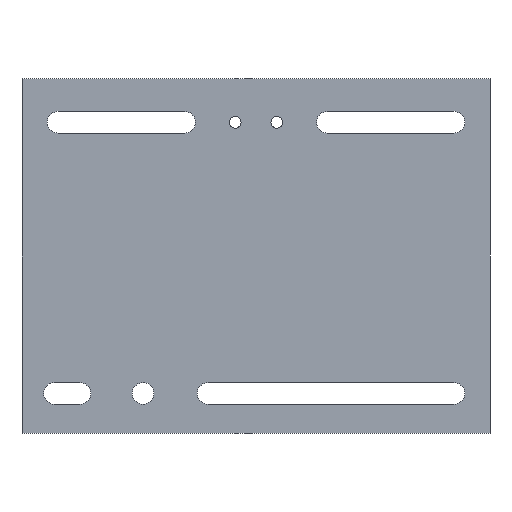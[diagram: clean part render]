
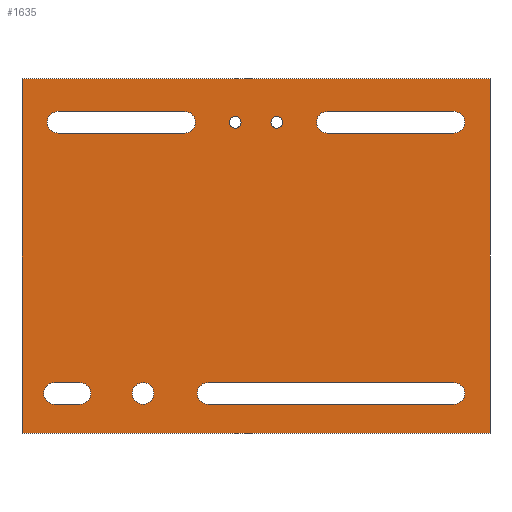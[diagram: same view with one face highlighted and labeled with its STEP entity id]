
A CAD part, front view. The second image highlights one B-rep face of the part: STEP entity #1635.
In plain terms, the highlighted planar face has unit normal (0, -1, 0).
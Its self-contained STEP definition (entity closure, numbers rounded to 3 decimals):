
#46=FACE_BOUND('',#301,.T.);
#47=FACE_BOUND('',#302,.T.);
#48=FACE_BOUND('',#303,.T.);
#49=FACE_BOUND('',#304,.T.);
#50=FACE_BOUND('',#305,.T.);
#51=FACE_BOUND('',#306,.T.);
#52=FACE_BOUND('',#307,.T.);
#97=PLANE('',#1823);
#186=FACE_OUTER_BOUND('',#300,.T.);
#300=EDGE_LOOP('',(#1486,#1487,#1488,#1489));
#301=EDGE_LOOP('',(#1490));
#302=EDGE_LOOP('',(#1491));
#303=EDGE_LOOP('',(#1492,#1493,#1494,#1495));
#304=EDGE_LOOP('',(#1496,#1497,#1498,#1499));
#305=EDGE_LOOP('',(#1500,#1501,#1502,#1503));
#306=EDGE_LOOP('',(#1504,#1505,#1506,#1507));
#307=EDGE_LOOP('',(#1508));
#310=LINE('',#2321,#459);
#315=LINE('',#2335,#464);
#318=LINE('',#2345,#467);
#323=LINE('',#2359,#472);
#342=LINE('',#2419,#491);
#347=LINE('',#2433,#496);
#350=LINE('',#2443,#499);
#355=LINE('',#2457,#504);
#376=LINE('',#2521,#525);
#380=LINE('',#2530,#529);
#428=LINE('',#2674,#577);
#456=LINE('',#2770,#605);
#459=VECTOR('',#1842,10.);
#464=VECTOR('',#1855,10.);
#467=VECTOR('',#1866,10.);
#472=VECTOR('',#1879,10.);
#491=VECTOR('',#1942,10.);
#496=VECTOR('',#1955,10.);
#499=VECTOR('',#1966,10.);
#504=VECTOR('',#1979,10.);
#525=VECTOR('',#2044,10.);
#529=VECTOR('',#2050,10.);
#577=VECTOR('',#2192,10.);
#605=VECTOR('',#2302,10.);
#607=CIRCLE('',#1661,1.621);
#609=CIRCLE('',#1664,1.621);
#610=CIRCLE('',#1667,3.);
#612=CIRCLE('',#1671,3.);
#614=CIRCLE('',#1675,3.);
#616=CIRCLE('',#1679,3.);
#626=CIRCLE('',#1701,3.);
#628=CIRCLE('',#1705,3.);
#630=CIRCLE('',#1709,3.);
#632=CIRCLE('',#1713,3.);
#669=CIRCLE('',#1790,3.);
#683=VERTEX_POINT('',#2309);
#685=VERTEX_POINT('',#2315);
#686=VERTEX_POINT('',#2319);
#687=VERTEX_POINT('',#2320);
#690=VERTEX_POINT('',#2328);
#692=VERTEX_POINT('',#2334);
#694=VERTEX_POINT('',#2343);
#695=VERTEX_POINT('',#2344);
#698=VERTEX_POINT('',#2352);
#700=VERTEX_POINT('',#2358);
#718=VERTEX_POINT('',#2417);
#719=VERTEX_POINT('',#2418);
#722=VERTEX_POINT('',#2426);
#724=VERTEX_POINT('',#2432);
#726=VERTEX_POINT('',#2441);
#727=VERTEX_POINT('',#2442);
#730=VERTEX_POINT('',#2450);
#732=VERTEX_POINT('',#2456);
#752=VERTEX_POINT('',#2518);
#753=VERTEX_POINT('',#2520);
#756=VERTEX_POINT('',#2527);
#757=VERTEX_POINT('',#2529);
#815=VERTEX_POINT('',#2700);
#836=EDGE_CURVE('',#683,#683,#607,.T.);
#839=EDGE_CURVE('',#685,#685,#609,.T.);
#840=EDGE_CURVE('',#686,#687,#310,.T.);
#844=EDGE_CURVE('',#687,#690,#610,.T.);
#847=EDGE_CURVE('',#690,#692,#315,.T.);
#850=EDGE_CURVE('',#692,#686,#612,.T.);
#852=EDGE_CURVE('',#694,#695,#318,.T.);
#856=EDGE_CURVE('',#695,#698,#614,.T.);
#859=EDGE_CURVE('',#698,#700,#323,.T.);
#862=EDGE_CURVE('',#700,#694,#616,.T.);
#888=EDGE_CURVE('',#718,#719,#342,.T.);
#892=EDGE_CURVE('',#719,#722,#626,.T.);
#895=EDGE_CURVE('',#722,#724,#347,.T.);
#898=EDGE_CURVE('',#724,#718,#628,.T.);
#900=EDGE_CURVE('',#726,#727,#350,.T.);
#904=EDGE_CURVE('',#727,#730,#630,.T.);
#907=EDGE_CURVE('',#730,#732,#355,.T.);
#910=EDGE_CURVE('',#732,#726,#632,.T.);
#938=EDGE_CURVE('',#753,#752,#376,.T.);
#942=EDGE_CURVE('',#757,#756,#380,.T.);
#1014=EDGE_CURVE('',#756,#753,#428,.T.);
#1028=EDGE_CURVE('',#815,#815,#669,.T.);
#1058=EDGE_CURVE('',#752,#757,#456,.T.);
#1486=ORIENTED_EDGE('',*,*,#1014,.T.);
#1487=ORIENTED_EDGE('',*,*,#938,.T.);
#1488=ORIENTED_EDGE('',*,*,#1058,.T.);
#1489=ORIENTED_EDGE('',*,*,#942,.T.);
#1490=ORIENTED_EDGE('',*,*,#836,.T.);
#1491=ORIENTED_EDGE('',*,*,#839,.T.);
#1492=ORIENTED_EDGE('',*,*,#847,.T.);
#1493=ORIENTED_EDGE('',*,*,#850,.T.);
#1494=ORIENTED_EDGE('',*,*,#840,.T.);
#1495=ORIENTED_EDGE('',*,*,#844,.T.);
#1496=ORIENTED_EDGE('',*,*,#859,.T.);
#1497=ORIENTED_EDGE('',*,*,#862,.T.);
#1498=ORIENTED_EDGE('',*,*,#852,.T.);
#1499=ORIENTED_EDGE('',*,*,#856,.T.);
#1500=ORIENTED_EDGE('',*,*,#895,.T.);
#1501=ORIENTED_EDGE('',*,*,#898,.T.);
#1502=ORIENTED_EDGE('',*,*,#888,.T.);
#1503=ORIENTED_EDGE('',*,*,#892,.T.);
#1504=ORIENTED_EDGE('',*,*,#907,.T.);
#1505=ORIENTED_EDGE('',*,*,#910,.T.);
#1506=ORIENTED_EDGE('',*,*,#900,.T.);
#1507=ORIENTED_EDGE('',*,*,#904,.T.);
#1508=ORIENTED_EDGE('',*,*,#1028,.T.);
#1635=ADVANCED_FACE('',(#186,#46,#47,#48,#49,#50,#51,#52),#97,.T.);
#1661=AXIS2_PLACEMENT_3D('',#2311,#1831,#1832);
#1664=AXIS2_PLACEMENT_3D('',#2317,#1838,#1839);
#1667=AXIS2_PLACEMENT_3D('',#2329,#1848,#1849);
#1671=AXIS2_PLACEMENT_3D('',#2340,#1860,#1861);
#1675=AXIS2_PLACEMENT_3D('',#2353,#1872,#1873);
#1679=AXIS2_PLACEMENT_3D('',#2364,#1884,#1885);
#1701=AXIS2_PLACEMENT_3D('',#2427,#1948,#1949);
#1705=AXIS2_PLACEMENT_3D('',#2438,#1960,#1961);
#1709=AXIS2_PLACEMENT_3D('',#2451,#1972,#1973);
#1713=AXIS2_PLACEMENT_3D('',#2462,#1984,#1985);
#1790=AXIS2_PLACEMENT_3D('',#2702,#2219,#2220);
#1823=AXIS2_PLACEMENT_3D('',#2771,#2303,#2304);
#1831=DIRECTION('center_axis',(0.,1.,0.));
#1832=DIRECTION('ref_axis',(1.,0.,0.));
#1838=DIRECTION('center_axis',(0.,1.,0.));
#1839=DIRECTION('ref_axis',(1.,0.,0.));
#1842=DIRECTION('',(1.,0.,0.));
#1848=DIRECTION('center_axis',(0.,1.,0.));
#1849=DIRECTION('ref_axis',(0.,0.,1.));
#1855=DIRECTION('',(-1.,0.,0.));
#1860=DIRECTION('center_axis',(0.,1.,0.));
#1861=DIRECTION('ref_axis',(0.,0.,-1.));
#1866=DIRECTION('',(1.,0.,0.));
#1872=DIRECTION('center_axis',(0.,1.,0.));
#1873=DIRECTION('ref_axis',(0.,0.,1.));
#1879=DIRECTION('',(-1.,0.,0.));
#1884=DIRECTION('center_axis',(0.,1.,0.));
#1885=DIRECTION('ref_axis',(0.,0.,-1.));
#1942=DIRECTION('',(1.,0.,0.));
#1948=DIRECTION('center_axis',(0.,1.,0.));
#1949=DIRECTION('ref_axis',(0.,0.,1.));
#1955=DIRECTION('',(-1.,0.,0.));
#1960=DIRECTION('center_axis',(0.,1.,0.));
#1961=DIRECTION('ref_axis',(0.,0.,-1.));
#1966=DIRECTION('',(1.,0.,0.));
#1972=DIRECTION('center_axis',(0.,1.,0.));
#1973=DIRECTION('ref_axis',(0.,0.,1.));
#1979=DIRECTION('',(-1.,0.,0.));
#1984=DIRECTION('center_axis',(0.,1.,0.));
#1985=DIRECTION('ref_axis',(0.,0.,-1.));
#2044=DIRECTION('',(0.,0.,1.));
#2050=DIRECTION('',(0.,0.,-1.));
#2192=DIRECTION('',(1.,0.,0.));
#2219=DIRECTION('center_axis',(0.,1.,0.));
#2220=DIRECTION('ref_axis',(1.,0.,0.));
#2302=DIRECTION('',(-1.,0.,0.));
#2303=DIRECTION('center_axis',(0.,-1.,0.));
#2304=DIRECTION('ref_axis',(0.,0.,1.));
#2309=CARTESIAN_POINT('',(-45.621,-1.745,6.88));
#2311=CARTESIAN_POINT('Origin',(-44.,-1.745,6.88));
#2315=CARTESIAN_POINT('',(-57.121,-1.745,6.88));
#2317=CARTESIAN_POINT('Origin',(-55.5,-1.745,6.88));
#2319=CARTESIAN_POINT('',(-30.,-1.745,9.88));
#2320=CARTESIAN_POINT('',(5.,-1.745,9.88));
#2321=CARTESIAN_POINT('',(2.5,-1.745,9.88));
#2328=CARTESIAN_POINT('',(5.,-1.745,3.88));
#2329=CARTESIAN_POINT('Origin',(5.,-1.745,6.88));
#2334=CARTESIAN_POINT('',(-30.,-1.745,3.88));
#2335=CARTESIAN_POINT('',(-15.,-1.745,3.88));
#2340=CARTESIAN_POINT('Origin',(-30.,-1.745,6.88));
#2343=CARTESIAN_POINT('',(-104.5,-1.745,9.88));
#2344=CARTESIAN_POINT('',(-69.5,-1.745,9.88));
#2345=CARTESIAN_POINT('',(-34.75,-1.745,9.88));
#2352=CARTESIAN_POINT('',(-69.5,-1.745,3.88));
#2353=CARTESIAN_POINT('Origin',(-69.5,-1.745,6.88));
#2358=CARTESIAN_POINT('',(-104.5,-1.745,3.88));
#2359=CARTESIAN_POINT('',(-52.25,-1.745,3.88));
#2364=CARTESIAN_POINT('Origin',(-104.5,-1.745,6.88));
#2417=CARTESIAN_POINT('',(-63.,-1.745,-65.12));
#2418=CARTESIAN_POINT('',(5.,-1.745,-65.12));
#2419=CARTESIAN_POINT('',(2.5,-1.745,-65.12));
#2426=CARTESIAN_POINT('',(5.,-1.745,-71.12));
#2427=CARTESIAN_POINT('Origin',(5.,-1.745,-68.12));
#2432=CARTESIAN_POINT('',(-63.,-1.745,-71.12));
#2433=CARTESIAN_POINT('',(-31.5,-1.745,-71.12));
#2438=CARTESIAN_POINT('Origin',(-63.,-1.745,-68.12));
#2441=CARTESIAN_POINT('',(-105.5,-1.745,-65.12));
#2442=CARTESIAN_POINT('',(-98.5,-1.745,-65.12));
#2443=CARTESIAN_POINT('',(-49.25,-1.745,-65.12));
#2450=CARTESIAN_POINT('',(-98.5,-1.745,-71.12));
#2451=CARTESIAN_POINT('Origin',(-98.5,-1.745,-68.12));
#2456=CARTESIAN_POINT('',(-105.5,-1.745,-71.12));
#2457=CARTESIAN_POINT('',(-52.75,-1.745,-71.12));
#2462=CARTESIAN_POINT('Origin',(-105.5,-1.745,-68.12));
#2518=CARTESIAN_POINT('',(15.,-1.745,18.88));
#2520=CARTESIAN_POINT('',(15.,-1.745,-79.12));
#2521=CARTESIAN_POINT('',(15.,-1.745,-60.12));
#2527=CARTESIAN_POINT('',(-114.5,-1.745,-79.12));
#2529=CARTESIAN_POINT('',(-114.5,-1.745,18.88));
#2530=CARTESIAN_POINT('',(-114.5,-1.745,-5.284));
#2674=CARTESIAN_POINT('',(0.,-1.745,-79.12));
#2700=CARTESIAN_POINT('',(-84.,-1.745,-68.12));
#2702=CARTESIAN_POINT('Origin',(-81.,-1.745,-68.12));
#2770=CARTESIAN_POINT('',(0.,-1.745,18.88));
#2771=CARTESIAN_POINT('Origin',(0.,-1.745,-91.12));
